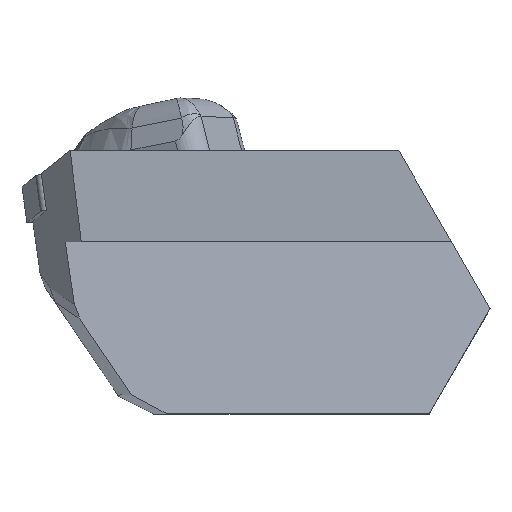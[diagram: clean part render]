
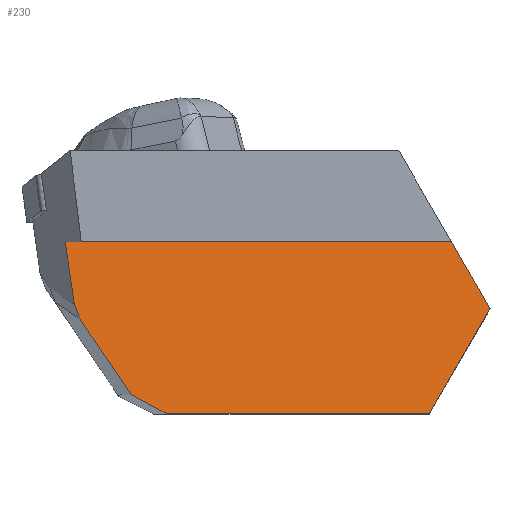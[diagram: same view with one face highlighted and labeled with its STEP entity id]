
A CAD part, top view. The second image highlights one B-rep face of the part: STEP entity #230.
In plain terms, the highlighted planar face has unit normal (0, 0.139, 0.99).
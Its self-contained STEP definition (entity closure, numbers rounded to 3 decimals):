
#230=ADVANCED_FACE('',(#337),#278,.T.);
#278=PLANE('',#1442);
#337=FACE_OUTER_BOUND('',#397,.T.);
#397=EDGE_LOOP('',(#685,#686,#687,#688,#689,#690,#691,#692));
#685=ORIENTED_EDGE('',*,*,#1048,.F.);
#686=ORIENTED_EDGE('',*,*,#1060,.T.);
#687=ORIENTED_EDGE('',*,*,#1061,.T.);
#688=ORIENTED_EDGE('',*,*,#1054,.T.);
#689=ORIENTED_EDGE('',*,*,#1042,.T.);
#690=ORIENTED_EDGE('',*,*,#1066,.T.);
#691=ORIENTED_EDGE('',*,*,#939,.T.);
#692=ORIENTED_EDGE('',*,*,#1067,.T.);
#818=VERTEX_POINT('',#1828);
#819=VERTEX_POINT('',#1830);
#886=VERTEX_POINT('',#2452);
#888=VERTEX_POINT('',#2455);
#892=VERTEX_POINT('',#2465);
#893=VERTEX_POINT('',#2467);
#896=VERTEX_POINT('',#2474);
#901=VERTEX_POINT('',#2489);
#939=EDGE_CURVE('',#819,#818,#1117,.T.);
#1042=EDGE_CURVE('',#888,#886,#1164,.T.);
#1048=EDGE_CURVE('',#892,#893,#1170,.T.);
#1054=EDGE_CURVE('',#896,#888,#1176,.T.);
#1060=EDGE_CURVE('',#892,#901,#1182,.T.);
#1061=EDGE_CURVE('',#901,#896,#1183,.T.);
#1066=EDGE_CURVE('',#886,#819,#1187,.T.);
#1067=EDGE_CURVE('',#818,#893,#1188,.T.);
#1117=LINE('',#1829,#1226);
#1164=LINE('',#2454,#1273);
#1170=LINE('',#2466,#1279);
#1176=LINE('',#2478,#1285);
#1182=LINE('',#2490,#1291);
#1183=LINE('',#2492,#1292);
#1187=LINE('',#2501,#1296);
#1188=LINE('',#2503,#1297);
#1226=VECTOR('',#1509,1.);
#1273=VECTOR('',#1636,1.);
#1279=VECTOR('',#1644,1.);
#1285=VECTOR('',#1652,1.);
#1291=VECTOR('',#1662,1.);
#1292=VECTOR('',#1665,1.);
#1296=VECTOR('',#1677,1.);
#1297=VECTOR('',#1680,1.);
#1442=AXIS2_PLACEMENT_3D('',#2504,#1681,#1682);
#1509=DIRECTION('',(0.144,-0.98,0.138));
#1636=DIRECTION('',(-0.496,0.86,-0.121));
#1644=DIRECTION('',(-0.557,0.822,-0.116));
#1652=DIRECTION('',(0.496,0.86,-0.121));
#1662=DIRECTION('',(0.881,-0.468,0.066));
#1665=DIRECTION('',(1.,0.,0.));
#1677=DIRECTION('',(-1.,0.,0.));
#1680=DIRECTION('',(0.361,-0.924,0.13));
#1681=DIRECTION('',(0.,0.139,0.99));
#1682=DIRECTION('',(0.,-0.99,0.139));
#1828=CARTESIAN_POINT('',(-52.838,-15.509,1.168));
#1829=CARTESIAN_POINT('',(-53.534,-10.767,0.501));
#1830=CARTESIAN_POINT('',(-54.058,-7.2,0.));
#2452=CARTESIAN_POINT('',(-3.143,-7.2,0.));
#2454=CARTESIAN_POINT('',(-9.452,3.728,-1.536));
#2455=CARTESIAN_POINT('',(1.963,-16.044,1.243));
#2465=CARTESIAN_POINT('',(-45.329,-27.395,2.838));
#2466=CARTESIAN_POINT('',(-49.62,-21.061,1.948));
#2467=CARTESIAN_POINT('',(-52.099,-17.402,1.434));
#2474=CARTESIAN_POINT('',(-6.037,-29.9,3.19));
#2478=CARTESIAN_POINT('',(-4.365,-27.003,2.783));
#2489=CARTESIAN_POINT('',(-40.616,-29.9,3.19));
#2490=CARTESIAN_POINT('',(-46.531,-26.756,2.748));
#2492=CARTESIAN_POINT('',(-28.753,-29.9,3.19));
#2501=CARTESIAN_POINT('',(-60.5,-7.2,0.));
#2503=CARTESIAN_POINT('',(-51.64,-18.576,1.599));
#2504=CARTESIAN_POINT('',(-28.753,-7.2,0.));
